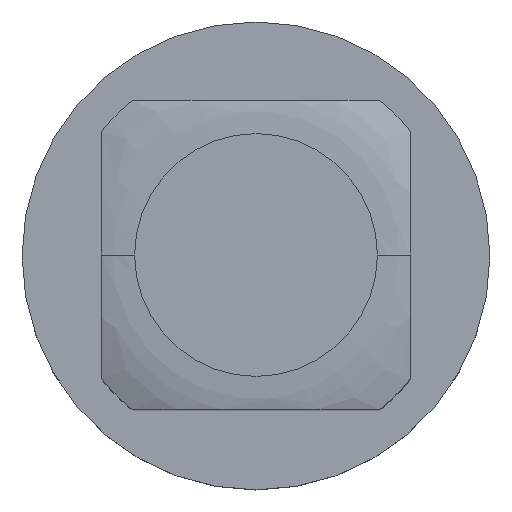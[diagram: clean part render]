
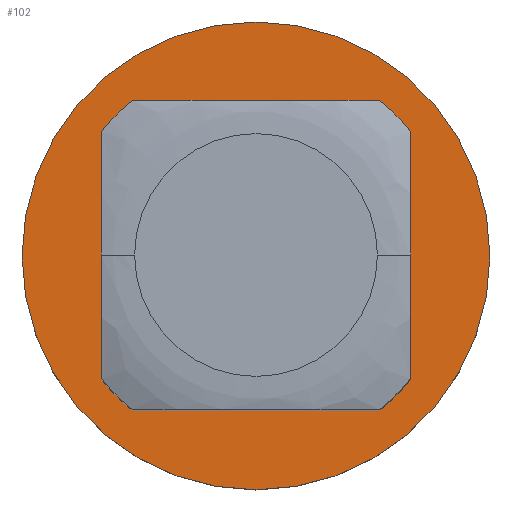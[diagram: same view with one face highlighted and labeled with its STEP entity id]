
A CAD part, top view. The second image highlights one B-rep face of the part: STEP entity #102.
In plain terms, the highlighted planar face has unit normal (0, 0, 1).
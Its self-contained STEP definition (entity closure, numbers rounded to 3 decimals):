
#2 = EDGE_CURVE ( 'NONE', #250, #650, #234, .T. ) ;
#15 = CARTESIAN_POINT ( 'NONE',  ( -1.588, -1.588, 15.875 ) ) ;
#37 = EDGE_LOOP ( 'NONE', ( #830, #175, #810, #187, #228, #696, #433, #759 ) ) ;
#40 = CARTESIAN_POINT ( 'NONE',  ( 0., 0., 15.875 ) ) ;
#50 = DIRECTION ( 'NONE',  ( 0., 1., 0. ) ) ;
#63 = CARTESIAN_POINT ( 'NONE',  ( -1.268, -1.588, 15.875 ) ) ;
#88 = EDGE_CURVE ( 'NONE', #209, #569, #194, .T. ) ;
#102 = ADVANCED_FACE ( 'NONE', ( #883, #170 ), #312, .T. ) ;
#122 = CARTESIAN_POINT ( 'NONE',  ( 0., 0., 15.875 ) ) ;
#135 = ORIENTED_EDGE ( 'NONE', *, *, #853, .T. ) ;
#152 = EDGE_CURVE ( 'NONE', #359, #650, #549, .T. ) ;
#170 = FACE_OUTER_BOUND ( 'NONE', #887, .T. ) ;
#173 = CARTESIAN_POINT ( 'NONE',  ( 0., 0., 15.875 ) ) ;
#174 = DIRECTION ( 'NONE',  ( 0., 0., -1. ) ) ;
#175 = ORIENTED_EDGE ( 'NONE', *, *, #376, .T. ) ;
#181 = DIRECTION ( 'NONE',  ( 0., -1., 0. ) ) ;
#187 = ORIENTED_EDGE ( 'NONE', *, *, #750, .T. ) ;
#190 = DIRECTION ( 'NONE',  ( 1., 0., 0. ) ) ;
#194 = CIRCLE ( 'NONE', #598, 2.032 ) ;
#203 = CARTESIAN_POINT ( 'NONE',  ( 1.588, -1.268, 15.875 ) ) ;
#209 = VERTEX_POINT ( 'NONE', #397 ) ;
#215 = CARTESIAN_POINT ( 'NONE',  ( -2.4, 0., 15.875 ) ) ;
#216 = VECTOR ( 'NONE', #351, 1000. ) ;
#220 = DIRECTION ( 'NONE',  ( 0., 0., -1. ) ) ;
#221 = AXIS2_PLACEMENT_3D ( 'NONE', #838, #514, #649 ) ;
#222 = LINE ( 'NONE', #604, #620 ) ;
#228 = ORIENTED_EDGE ( 'NONE', *, *, #840, .F. ) ;
#234 = CIRCLE ( 'NONE', #221, 2.032 ) ;
#237 = VERTEX_POINT ( 'NONE', #63 ) ;
#238 = CARTESIAN_POINT ( 'NONE',  ( -1.588, -1.268, 15.875 ) ) ;
#242 = DIRECTION ( 'NONE',  ( 1., 0., 0. ) ) ;
#250 = VERTEX_POINT ( 'NONE', #617 ) ;
#291 = CIRCLE ( 'NONE', #366, 2.032 ) ;
#293 = VERTEX_POINT ( 'NONE', #215 ) ;
#297 = CARTESIAN_POINT ( 'NONE',  ( 0., 0., 15.875 ) ) ;
#309 = DIRECTION ( 'NONE',  ( -1., 0., 0. ) ) ;
#312 = PLANE ( 'NONE',  #731 ) ;
#325 = CIRCLE ( 'NONE', #761, 2.032 ) ;
#351 = DIRECTION ( 'NONE',  ( 1., 0., 0. ) ) ;
#359 = VERTEX_POINT ( 'NONE', #203 ) ;
#365 = VERTEX_POINT ( 'NONE', #411 ) ;
#366 = AXIS2_PLACEMENT_3D ( 'NONE', #591, #174, #661 ) ;
#368 = CARTESIAN_POINT ( 'NONE',  ( 1.268, -1.588, 15.875 ) ) ;
#376 = EDGE_CURVE ( 'NONE', #359, #678, #325, .T. ) ;
#395 = DIRECTION ( 'NONE',  ( 0., 0., 1. ) ) ;
#397 = CARTESIAN_POINT ( 'NONE',  ( -1.588, 1.268, 15.875 ) ) ;
#411 = CARTESIAN_POINT ( 'NONE',  ( 2.4, 0., 15.875 ) ) ;
#433 = ORIENTED_EDGE ( 'NONE', *, *, #753, .F. ) ;
#451 = DIRECTION ( 'NONE',  ( 1., 0., 0. ) ) ;
#480 = LINE ( 'NONE', #789, #641 ) ;
#504 = VECTOR ( 'NONE', #50, 1000. ) ;
#512 = AXIS2_PLACEMENT_3D ( 'NONE', #122, #607, #190 ) ;
#514 = DIRECTION ( 'NONE',  ( 0., 0., -1. ) ) ;
#549 = LINE ( 'NONE', #799, #504 ) ;
#551 = VERTEX_POINT ( 'NONE', #238 ) ;
#569 = VERTEX_POINT ( 'NONE', #824 ) ;
#572 = EDGE_CURVE ( 'NONE', #237, #678, #743, .T. ) ;
#577 = ORIENTED_EDGE ( 'NONE', *, *, #843, .T. ) ;
#591 = CARTESIAN_POINT ( 'NONE',  ( 0., 0., 15.875 ) ) ;
#595 = CIRCLE ( 'NONE', #512, 2.4 ) ;
#598 = AXIS2_PLACEMENT_3D ( 'NONE', #173, #658, #242 ) ;
#604 = CARTESIAN_POINT ( 'NONE',  ( -1.588, -1.588, 15.875 ) ) ;
#607 = DIRECTION ( 'NONE',  ( 0., 0., 1. ) ) ;
#608 = AXIS2_PLACEMENT_3D ( 'NONE', #805, #395, #877 ) ;
#617 = CARTESIAN_POINT ( 'NONE',  ( 1.268, 1.588, 15.875 ) ) ;
#620 = VECTOR ( 'NONE', #181, 1000. ) ;
#640 = DIRECTION ( 'NONE',  ( 1., 0., 0. ) ) ;
#641 = VECTOR ( 'NONE', #309, 1000. ) ;
#649 = DIRECTION ( 'NONE',  ( 1., 0., 0. ) ) ;
#650 = VERTEX_POINT ( 'NONE', #744 ) ;
#658 = DIRECTION ( 'NONE',  ( 0., 0., -1. ) ) ;
#661 = DIRECTION ( 'NONE',  ( 1., 0., 0. ) ) ;
#678 = VERTEX_POINT ( 'NONE', #368 ) ;
#696 = ORIENTED_EDGE ( 'NONE', *, *, #88, .T. ) ;
#731 = AXIS2_PLACEMENT_3D ( 'NONE', #40, #862, #451 ) ;
#743 = LINE ( 'NONE', #15, #216 ) ;
#744 = CARTESIAN_POINT ( 'NONE',  ( 1.588, 1.268, 15.875 ) ) ;
#750 = EDGE_CURVE ( 'NONE', #237, #551, #291, .T. ) ;
#752 = CIRCLE ( 'NONE', #608, 2.4 ) ;
#753 = EDGE_CURVE ( 'NONE', #250, #569, #480, .T. ) ;
#759 = ORIENTED_EDGE ( 'NONE', *, *, #2, .T. ) ;
#761 = AXIS2_PLACEMENT_3D ( 'NONE', #297, #220, #640 ) ;
#789 = CARTESIAN_POINT ( 'NONE',  ( -1.588, 1.588, 15.875 ) ) ;
#799 = CARTESIAN_POINT ( 'NONE',  ( 1.588, -1.588, 15.875 ) ) ;
#805 = CARTESIAN_POINT ( 'NONE',  ( 0., 0., 15.875 ) ) ;
#810 = ORIENTED_EDGE ( 'NONE', *, *, #572, .F. ) ;
#824 = CARTESIAN_POINT ( 'NONE',  ( -1.268, 1.588, 15.875 ) ) ;
#830 = ORIENTED_EDGE ( 'NONE', *, *, #152, .F. ) ;
#838 = CARTESIAN_POINT ( 'NONE',  ( 0., 0., 15.875 ) ) ;
#840 = EDGE_CURVE ( 'NONE', #209, #551, #222, .T. ) ;
#843 = EDGE_CURVE ( 'NONE', #365, #293, #595, .T. ) ;
#853 = EDGE_CURVE ( 'NONE', #293, #365, #752, .T. ) ;
#862 = DIRECTION ( 'NONE',  ( 0., 0., 1. ) ) ;
#877 = DIRECTION ( 'NONE',  ( 1., 0., 0. ) ) ;
#883 = FACE_BOUND ( 'NONE', #37, .T. ) ;
#887 = EDGE_LOOP ( 'NONE', ( #577, #135 ) ) ;
